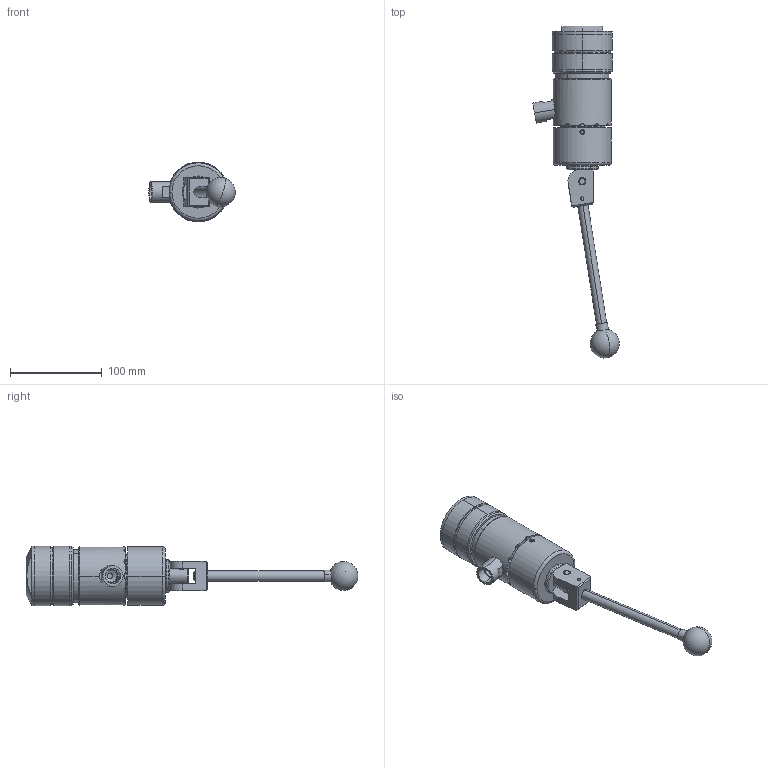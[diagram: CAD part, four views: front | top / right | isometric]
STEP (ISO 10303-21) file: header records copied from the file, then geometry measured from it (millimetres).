
FILE_DESCRIPTION (( 'STEP AP214' ), '1' );
FILE_NAME ('CTSC-003651.STEP', '2025-06-16T22:40:33', ( '' ), ( '' ), 'SwSTEP 2.0', 'SolidWorks 2023', '' );
FILE_SCHEMA (( 'AUTOMOTIVE_DESIGN' ));
Length unit declared in the file: inch
Products named in the file (1): CTSC-003651
Bounding box: 94.33 x 362.52 x 65.41 mm (x, y, z)
Volume: 502483.5 mm3; surface area: 99540.6 mm2
Topology: 10 solids, 11 shells, 369 faces, 908 edges, 573 vertices
Faces by surface type: plane 158, cylinder 126, cone 60, torus 20, bspline 3, sphere 2
Entity records: 17600 total; most frequent: CARTESIAN_POINT 4196, ORIENTED_EDGE 1798, DIRECTION 1789, EDGE_CURVE 899, AXIS2_PLACEMENT_3D 709, VERTEX_POINT 570, EDGE_LOOP 407, UNCERTAINTY_MEASURE_WITH_UNIT 371
